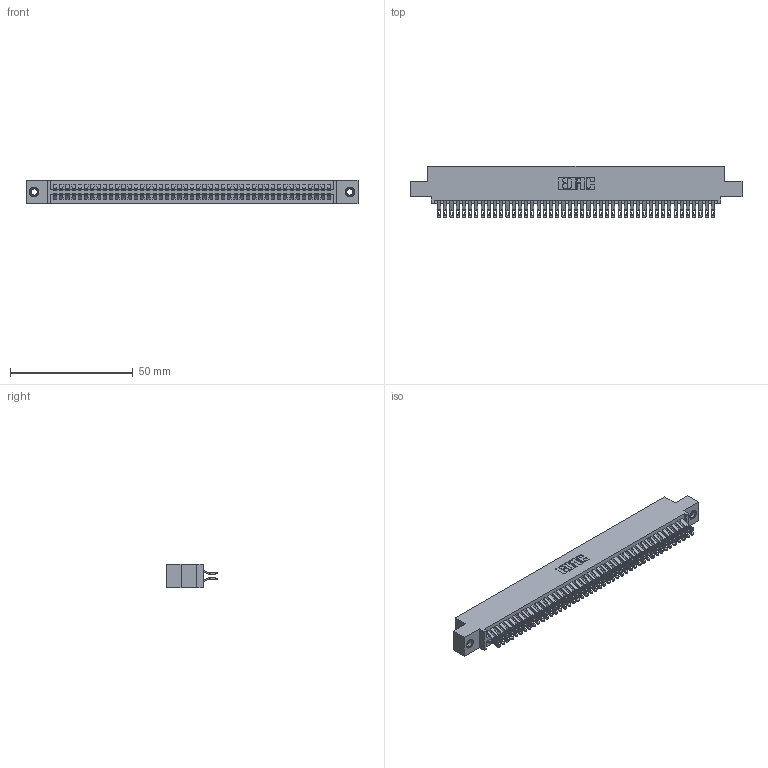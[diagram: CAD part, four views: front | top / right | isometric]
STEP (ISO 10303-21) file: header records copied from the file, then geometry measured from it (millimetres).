
FILE_DESCRIPTION (( 'STEP AP203' ), '1' );
FILE_NAME ('345-090-555-507.STEP', '2018-10-04T18:07:43', ( '' ), ( '' ), 'SwSTEP 2.0', 'SolidWorks 2016', '' );
FILE_SCHEMA (( 'CONFIG_CONTROL_DESIGN' ));
Length unit declared in the file: inch
Products named in the file (4): 345-090-555-507; 345-250-001_345-250-005-103; 345 Part_0.110 Offset - 0.156 Dia-TI; 345-292-001_555 Tail
Assembly tree (93 placements, depth 2):
  345-090-555-507
    345 Part_0.110 Offset - 0.156 Dia-TI
    345-292-001_555 Tail  x90
    345-250-001_345-250-005-103  x2
Bounding box: 135.51 x 21.13 x 9.4 mm (x, y, z)
Volume: 13365.5 mm3; surface area: 20843.2 mm2
Topology: 93 solids, 93 shells, 5230 faces, 16419 edges, 10938 vertices
Faces by surface type: plane 2906, cylinder 2308, cone 12, torus 4
Entity records: 36548 total; most frequent: CARTESIAN_POINT 6141, ORIENTED_EDGE 6038, DIRECTION 5405, EDGE_CURVE 3019, LINE 2667, VECTOR 2667, VERTEX_POINT 2008, AXIS2_PLACEMENT_3D 1369
